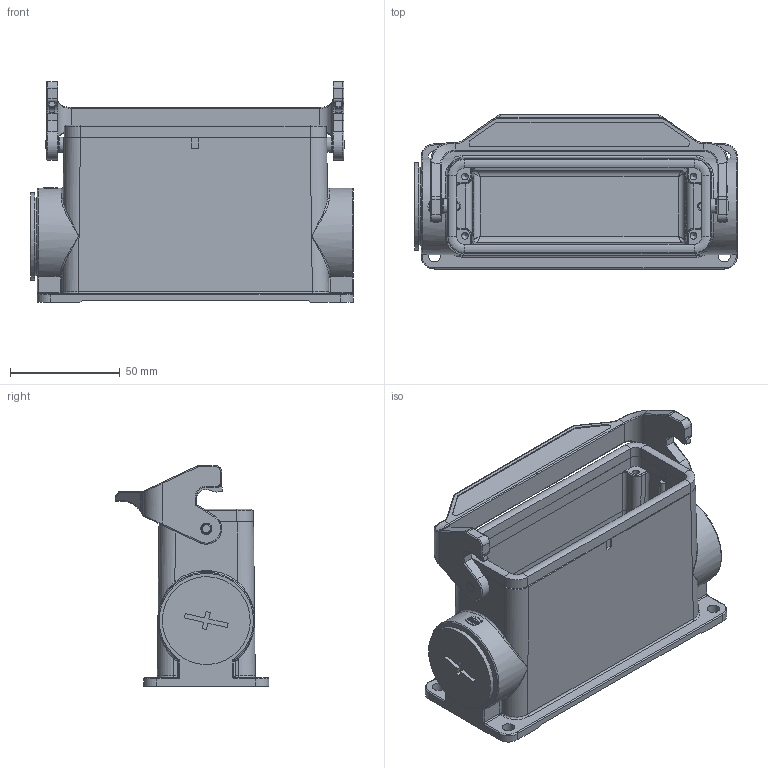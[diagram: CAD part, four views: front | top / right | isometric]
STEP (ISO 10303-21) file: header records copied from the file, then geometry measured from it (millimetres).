
FILE_DESCRIPTION((''),'2;1');
FILE_NAME('05300240266.stp','2020-07-13T16:09:00',('e.eickhoff'),(''),'Autodesk Inventor 2012','Autodesk Inventor 2012','');
FILE_SCHEMA(('AUTOMOTIVE_DESIGN { 1 0 10303 214 1 1 1 1 }'));
Length unit declared in the file: millimetre
Products named in the file (3): 05300240266; KBRM32
Assembly tree (2 placements, depth 2):
  05300240266
    05300240266
    KBRM32
Bounding box: 147 x 70 x 100.6 mm (x, y, z)
Volume: 186972.1 mm3; surface area: 82868.6 mm2
Topology: 3 solids, 3 shells, 647 faces, 2246 edges, 2242 vertices
Faces by surface type: plane 300, cylinder 208, bspline 80, torus 41, cone 14, sphere 4
Full cylindrical faces by diameter (mm): 0.66 x1, 0.78 x1, 2.95 x2, 3 x4, 4 x2, 4.8 x2, 5.1 x2, 5.6 x4, 7 x2, 28 x2, 32 x2, 32.5 x1, 35.5 x1, 40 x1
Entity records: 28556 total; most frequent: CARTESIAN_POINT 9296, DIRECTION 3670, ORIENTED_EDGE 3096, EDGE_CURVE 1548, AXIS2_PLACEMENT_3D 1336, VECTOR 998, LINE 998, VERTEX_POINT 989
